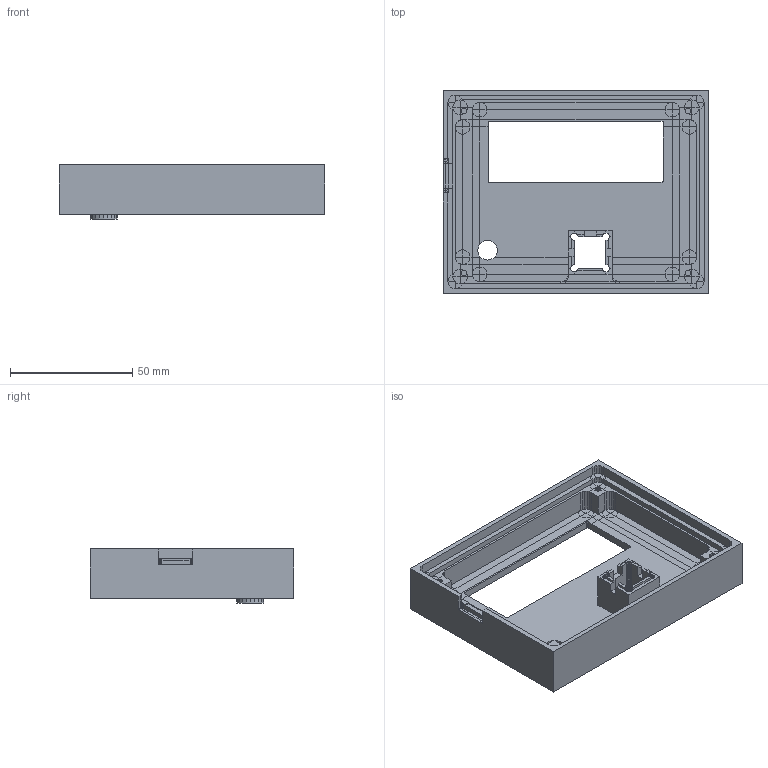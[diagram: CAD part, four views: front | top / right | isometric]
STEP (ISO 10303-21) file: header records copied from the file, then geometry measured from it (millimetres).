
FILE_DESCRIPTION(('FreeCAD Model'),'2;1');
FILE_NAME('top.step','2018-07-15T16:51:51',('Author'),(''), 'Open CASCADE STEP processor 6.9','FreeCAD','Unknown');
FILE_SCHEMA(('AUTOMOTIVE_DESIGN { 1 0 10303 214 1 1 1 1 }'));
Length unit declared in the file: millimetre
Products named in the file (2): ASSEMBLY; Group004
Assembly tree (1 placements, depth 2):
  ASSEMBLY
    Group004
Bounding box: 108.7 x 83.2 x 22.2 mm (x, y, z)
Volume: 60453.9 mm3; surface area: 30489 mm2
Topology: 1 solids, 1 shells, 737 faces, 2096 edges, 1360 vertices
Faces by surface type: plane 737
Entity records: 54878 total; most frequent: CARTESIAN_POINT 9252, DIRECTION 6901, LINE 5423, VECTOR 5423, ORIENTED_EDGE 4192, PCURVE 4192, DEFINITIONAL_REPRESENTATION 4192, EDGE_CURVE 2096
